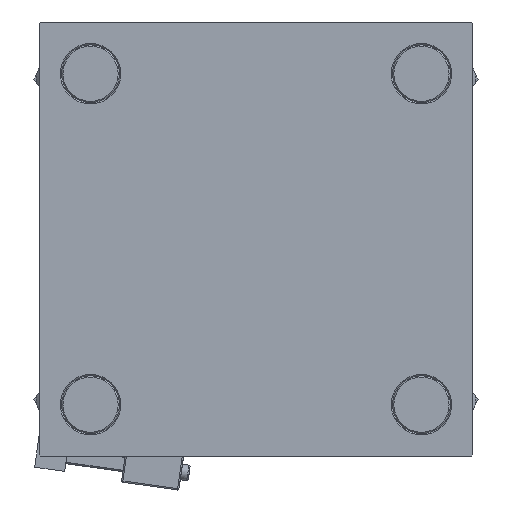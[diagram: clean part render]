
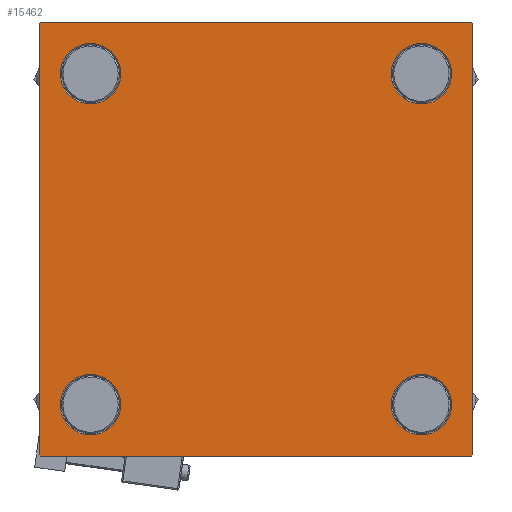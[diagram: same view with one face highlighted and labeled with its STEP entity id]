
A CAD part, left-side view. The second image highlights one B-rep face of the part: STEP entity #15462.
In plain terms, the highlighted planar face has unit normal (-1, 0, 0).
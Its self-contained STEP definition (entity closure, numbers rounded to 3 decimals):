
#197 = DIRECTION ( 'NONE',  ( 1., 0., 0. ) ) ;
#268 = CARTESIAN_POINT ( 'NONE',  ( 0., 0., 0. ) ) ;
#593 = CARTESIAN_POINT ( 'NONE',  ( 0., 82.25, -82.25 ) ) ;
#697 = DIRECTION ( 'NONE',  ( 1., 0., 0. ) ) ;
#851 = AXIS2_PLACEMENT_3D ( 'NONE', #27684, #51875, #15969 ) ;
#1002 = AXIS2_PLACEMENT_3D ( 'NONE', #52351, #197, #11924 ) ;
#1245 = CARTESIAN_POINT ( 'NONE',  ( 0., -62.95, 62.95 ) ) ;
#1972 = CARTESIAN_POINT ( 'NONE',  ( 0., 82.5, 82. ) ) ;
#2214 = VERTEX_POINT ( 'NONE', #7152 ) ;
#2270 = EDGE_LOOP ( 'NONE', ( #46998, #10839 ) ) ;
#52672 = ORIENTED_EDGE ( 'NONE', *, *, #7186, .T. ) ;
#2995 = EDGE_CURVE ( 'NONE', #28316, #42117, #13618, .T. ) ;
#3064 = VERTEX_POINT ( 'NONE', #20489 ) ;
#4249 = FACE_BOUND ( 'NONE', #21948, .T. ) ;
#4395 = LINE ( 'NONE', #15881, #37001 ) ;
#4558 = CARTESIAN_POINT ( 'NONE',  ( 0., 62.95, -62.95 ) ) ;
#4770 = ORIENTED_EDGE ( 'NONE', *, *, #13551, .F. ) ;
#5088 = LINE ( 'NONE', #9859, #18984 ) ;
#5100 = EDGE_CURVE ( 'NONE', #5524, #2214, #7693, .T. ) ;
#5426 = EDGE_CURVE ( 'NONE', #8866, #25852, #6882, .T. ) ;
#5524 = VERTEX_POINT ( 'NONE', #32552 ) ;
#6262 = VECTOR ( 'NONE', #28828, 1000. ) ;
#6464 = EDGE_LOOP ( 'NONE', ( #16359, #28613 ) ) ;
#6524 = CARTESIAN_POINT ( 'NONE',  ( 0., 62.95, -51.45 ) ) ;
#6882 = CIRCLE ( 'NONE', #36661, 11.5 ) ;
#6927 = EDGE_CURVE ( 'NONE', #41660, #29611, #46777, .T. ) ;
#6996 = ORIENTED_EDGE ( 'NONE', *, *, #5100, .F. ) ;
#7152 = CARTESIAN_POINT ( 'NONE',  ( 0., -82., 82.5 ) ) ;
#7186 = EDGE_CURVE ( 'NONE', #42117, #28316, #48491, .T. ) ;
#7693 = LINE ( 'NONE', #52666, #14543 ) ;
#8209 = CARTESIAN_POINT ( 'NONE',  ( 0., 62.95, -62.95 ) ) ;
#8866 = VERTEX_POINT ( 'NONE', #35067 ) ;
#9859 = CARTESIAN_POINT ( 'NONE',  ( 0., -82.5, 82.5 ) ) ;
#10067 = VERTEX_POINT ( 'NONE', #11571 ) ;
#10444 = VERTEX_POINT ( 'NONE', #51219 ) ;
#10839 = ORIENTED_EDGE ( 'NONE', *, *, #16394, .T. ) ;
#11571 = CARTESIAN_POINT ( 'NONE',  ( 0., 62.95, -74.45 ) ) ;
#11924 = DIRECTION ( 'NONE',  ( 0., 0., 1. ) ) ;
#12644 = VERTEX_POINT ( 'NONE', #29344 ) ;
#13156 = EDGE_CURVE ( 'NONE', #25852, #8866, #44454, .T. ) ;
#13551 = EDGE_CURVE ( 'NONE', #12644, #3064, #5088, .T. ) ;
#13618 = CIRCLE ( 'NONE', #851, 11.5 ) ;
#14116 = AXIS2_PLACEMENT_3D ( 'NONE', #8209, #49448, #32990 ) ;
#14543 = VECTOR ( 'NONE', #19956, 1000. ) ;
#15222 = EDGE_CURVE ( 'NONE', #49132, #10444, #21618, .T. ) ;
#15462 = ADVANCED_FACE ( 'NONE', ( #21029, #4249, #48697, #36746, #24237 ), #40986, .T. ) ;
#15881 = CARTESIAN_POINT ( 'NONE',  ( 0., 82.5, -82.5 ) ) ;
#15969 = DIRECTION ( 'NONE',  ( 0., 0., 1. ) ) ;
#16124 = DIRECTION ( 'NONE',  ( 0., 0.707, -0.707 ) ) ;
#16359 = ORIENTED_EDGE ( 'NONE', *, *, #13156, .T. ) ;
#16394 = EDGE_CURVE ( 'NONE', #29611, #41660, #52205, .T. ) ;
#16945 = DIRECTION ( 'NONE',  ( 0., 0., 1. ) ) ;
#17066 = EDGE_CURVE ( 'NONE', #42537, #3064, #36422, .T. ) ;
#17464 = ORIENTED_EDGE ( 'NONE', *, *, #30961, .T. ) ;
#17817 = ORIENTED_EDGE ( 'NONE', *, *, #48703, .T. ) ;
#18426 = CARTESIAN_POINT ( 'NONE',  ( 0., -62.95, 74.45 ) ) ;
#18635 = CARTESIAN_POINT ( 'NONE',  ( 0., -82., -82.5 ) ) ;
#18849 = ORIENTED_EDGE ( 'NONE', *, *, #47036, .T. ) ;
#18984 = VECTOR ( 'NONE', #50575, 1000. ) ;
#19207 = EDGE_CURVE ( 'NONE', #19701, #49132, #50862, .T. ) ;
#19623 = ORIENTED_EDGE ( 'NONE', *, *, #19207, .T. ) ;
#19701 = VERTEX_POINT ( 'NONE', #1972 ) ;
#19956 = DIRECTION ( 'NONE',  ( 0., -1., 0. ) ) ;
#19976 = DIRECTION ( 'NONE',  ( 0., 0., 1. ) ) ;
#20405 = ORIENTED_EDGE ( 'NONE', *, *, #15222, .T. ) ;
#20489 = CARTESIAN_POINT ( 'NONE',  ( 0., -82.5, -82. ) ) ;
#21029 = FACE_BOUND ( 'NONE', #2270, .T. ) ;
#21244 = ORIENTED_EDGE ( 'NONE', *, *, #17066, .T. ) ;
#21618 = LINE ( 'NONE', #593, #6262 ) ;
#21793 = ORIENTED_EDGE ( 'NONE', *, *, #49189, .T. ) ;
#21948 = EDGE_LOOP ( 'NONE', ( #52672, #37747 ) ) ;
#22286 = DIRECTION ( 'NONE',  ( 0., 0., 1. ) ) ;
#23479 = CARTESIAN_POINT ( 'NONE',  ( 0., -62.95, 51.45 ) ) ;
#24124 = DIRECTION ( 'NONE',  ( 0., -1., 0. ) ) ;
#24233 = CARTESIAN_POINT ( 'NONE',  ( 0., -62.95, 62.95 ) ) ;
#24237 = FACE_OUTER_BOUND ( 'NONE', #28393, .T. ) ;
#24262 = VECTOR ( 'NONE', #42625, 1000. ) ;
#24318 = CARTESIAN_POINT ( 'NONE',  ( 0., -82.25, 82.25 ) ) ;
#25322 = DIRECTION ( 'NONE',  ( 0., 0., 1. ) ) ;
#25538 = EDGE_CURVE ( 'NONE', #12644, #2214, #29557, .T. ) ;
#25852 = VERTEX_POINT ( 'NONE', #32973 ) ;
#26404 = CARTESIAN_POINT ( 'NONE',  ( 0., -62.95, -74.45 ) ) ;
#27684 = CARTESIAN_POINT ( 'NONE',  ( 0., -62.95, -62.95 ) ) ;
#28044 = ORIENTED_EDGE ( 'NONE', *, *, #25538, .T. ) ;
#28316 = VERTEX_POINT ( 'NONE', #26404 ) ;
#28393 = EDGE_LOOP ( 'NONE', ( #19623, #20405, #18849, #21244, #4770, #28044, #6996, #17464 ) ) ;
#28411 = AXIS2_PLACEMENT_3D ( 'NONE', #268, #29288, #33541 ) ;
#28613 = ORIENTED_EDGE ( 'NONE', *, *, #5426, .T. ) ;
#28828 = DIRECTION ( 'NONE',  ( 0., -0.707, -0.707 ) ) ;
#29287 = AXIS2_PLACEMENT_3D ( 'NONE', #1245, #33215, #22286 ) ;
#29288 = DIRECTION ( 'NONE',  ( -1., 0., 0. ) ) ;
#29344 = CARTESIAN_POINT ( 'NONE',  ( 0., -82.5, 82. ) ) ;
#29557 = LINE ( 'NONE', #24318, #49611 ) ;
#29611 = VERTEX_POINT ( 'NONE', #23479 ) ;
#29843 = CARTESIAN_POINT ( 'NONE',  ( 0., 82.5, -82. ) ) ;
#30899 = VERTEX_POINT ( 'NONE', #6524 ) ;
#30961 = EDGE_CURVE ( 'NONE', #5524, #19701, #36337, .T. ) ;
#30972 = DIRECTION ( 'NONE',  ( 1., 0., 0. ) ) ;
#32552 = CARTESIAN_POINT ( 'NONE',  ( 0., 82., 82.5 ) ) ;
#32671 = CARTESIAN_POINT ( 'NONE',  ( 0., 62.95, 62.95 ) ) ;
#32973 = CARTESIAN_POINT ( 'NONE',  ( 0., 62.95, 74.45 ) ) ;
#32990 = DIRECTION ( 'NONE',  ( 0., 0., 1. ) ) ;
#33215 = DIRECTION ( 'NONE',  ( 1., 0., 0. ) ) ;
#33541 = DIRECTION ( 'NONE',  ( 0., 0., 1. ) ) ;
#34371 = VECTOR ( 'NONE', #45173, 1000. ) ;
#35067 = CARTESIAN_POINT ( 'NONE',  ( 0., 62.95, 51.45 ) ) ;
#35217 = CARTESIAN_POINT ( 'NONE',  ( 0., 62.95, 62.95 ) ) ;
#36337 = LINE ( 'NONE', #52552, #39672 ) ;
#36422 = LINE ( 'NONE', #48383, #34371 ) ;
#36661 = AXIS2_PLACEMENT_3D ( 'NONE', #35217, #30972, #47166 ) ;
#36746 = FACE_BOUND ( 'NONE', #6464, .T. ) ;
#37001 = VECTOR ( 'NONE', #24124, 1000. ) ;
#37115 = CIRCLE ( 'NONE', #43894, 11.5 ) ;
#37747 = ORIENTED_EDGE ( 'NONE', *, *, #2995, .T. ) ;
#38412 = AXIS2_PLACEMENT_3D ( 'NONE', #24233, #48166, #19976 ) ;
#39644 = CIRCLE ( 'NONE', #14116, 11.5 ) ;
#39672 = VECTOR ( 'NONE', #16124, 1000. ) ;
#40986 = PLANE ( 'NONE',  #28411 ) ;
#41660 = VERTEX_POINT ( 'NONE', #18426 ) ;
#42066 = DIRECTION ( 'NONE',  ( 1., 0., 0. ) ) ;
#42117 = VERTEX_POINT ( 'NONE', #50483 ) ;
#42537 = VERTEX_POINT ( 'NONE', #18635 ) ;
#42625 = DIRECTION ( 'NONE',  ( 0., 0., -1. ) ) ;
#43894 = AXIS2_PLACEMENT_3D ( 'NONE', #4558, #42066, #25322 ) ;
#44454 = CIRCLE ( 'NONE', #51249, 11.5 ) ;
#44794 = EDGE_LOOP ( 'NONE', ( #17817, #21793 ) ) ;
#45173 = DIRECTION ( 'NONE',  ( 0., -0.707, 0.707 ) ) ;
#45758 = DIRECTION ( 'NONE',  ( 0., 0.707, 0.707 ) ) ;
#46777 = CIRCLE ( 'NONE', #38412, 11.5 ) ;
#46872 = CARTESIAN_POINT ( 'NONE',  ( 0., 82.5, 82.5 ) ) ;
#46998 = ORIENTED_EDGE ( 'NONE', *, *, #6927, .T. ) ;
#47036 = EDGE_CURVE ( 'NONE', #10444, #42537, #4395, .T. ) ;
#47166 = DIRECTION ( 'NONE',  ( 0., 0., 1. ) ) ;
#48166 = DIRECTION ( 'NONE',  ( 1., 0., 0. ) ) ;
#48383 = CARTESIAN_POINT ( 'NONE',  ( 0., -82.25, -82.25 ) ) ;
#48491 = CIRCLE ( 'NONE', #1002, 11.5 ) ;
#48697 = FACE_BOUND ( 'NONE', #44794, .T. ) ;
#48703 = EDGE_CURVE ( 'NONE', #30899, #10067, #39644, .T. ) ;
#49132 = VERTEX_POINT ( 'NONE', #29843 ) ;
#49189 = EDGE_CURVE ( 'NONE', #10067, #30899, #37115, .T. ) ;
#49448 = DIRECTION ( 'NONE',  ( 1., 0., 0. ) ) ;
#49611 = VECTOR ( 'NONE', #45758, 1000. ) ;
#50483 = CARTESIAN_POINT ( 'NONE',  ( 0., -62.95, -51.45 ) ) ;
#50575 = DIRECTION ( 'NONE',  ( 0., 0., -1. ) ) ;
#50862 = LINE ( 'NONE', #46872, #24262 ) ;
#51219 = CARTESIAN_POINT ( 'NONE',  ( 0., 82., -82.5 ) ) ;
#51249 = AXIS2_PLACEMENT_3D ( 'NONE', #32671, #697, #16945 ) ;
#51875 = DIRECTION ( 'NONE',  ( 1., 0., 0. ) ) ;
#52205 = CIRCLE ( 'NONE', #29287, 11.5 ) ;
#52351 = CARTESIAN_POINT ( 'NONE',  ( 0., -62.95, -62.95 ) ) ;
#52552 = CARTESIAN_POINT ( 'NONE',  ( 0., 82.25, 82.25 ) ) ;
#52666 = CARTESIAN_POINT ( 'NONE',  ( 0., 82.5, 82.5 ) ) ;
